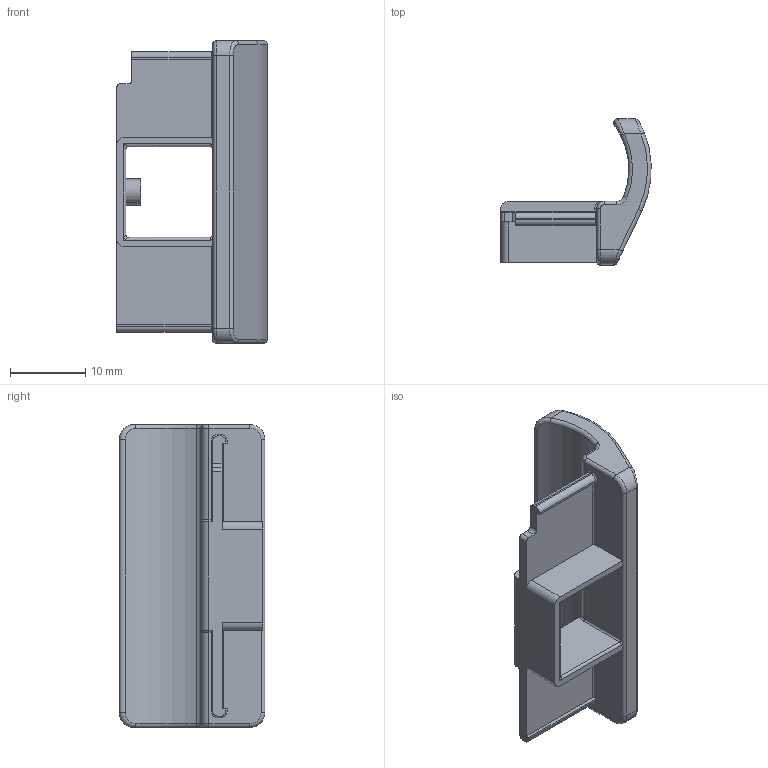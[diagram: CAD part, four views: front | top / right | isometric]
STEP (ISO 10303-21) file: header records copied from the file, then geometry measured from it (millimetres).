
FILE_DESCRIPTION(/* description */ (''),/* implementation_level */ '2;1');
FILE_NAME(/* name */ 'Clip Left.step',/* time_stamp */ '2021-12-02T00:53:19+05:00',/* author */ (''),/* organization */ (''),/* preprocessor_version */ 'ST-DEVELOPER v18.1',/* originating_system */ 'Autodesk Translation Framework v10.10.0.1391',/* authorisation */ '');
FILE_SCHEMA (('AUTOMOTIVE_DESIGN { 1 0 10303 214 3 1 1 }'));
Length unit declared in the file: millimetre
Products named in the file (1): Clip Left
Bounding box: 20 x 19.4 x 40.33 mm (x, y, z)
Volume: 3672.9 mm3; surface area: 3324.2 mm2
Topology: 1 solids, 1 shells, 110 faces, 276 edges, 166 vertices
Faces by surface type: cylinder 49, plane 31, torus 18, bspline 12
Full cylindrical faces by diameter (mm): 3.5 x1
Entity records: 3614 total; most frequent: CARTESIAN_POINT 936, DIRECTION 582, ORIENTED_EDGE 548, EDGE_CURVE 274, AXIS2_PLACEMENT_3D 225, VERTEX_POINT 166, LINE 132, VECTOR 132
